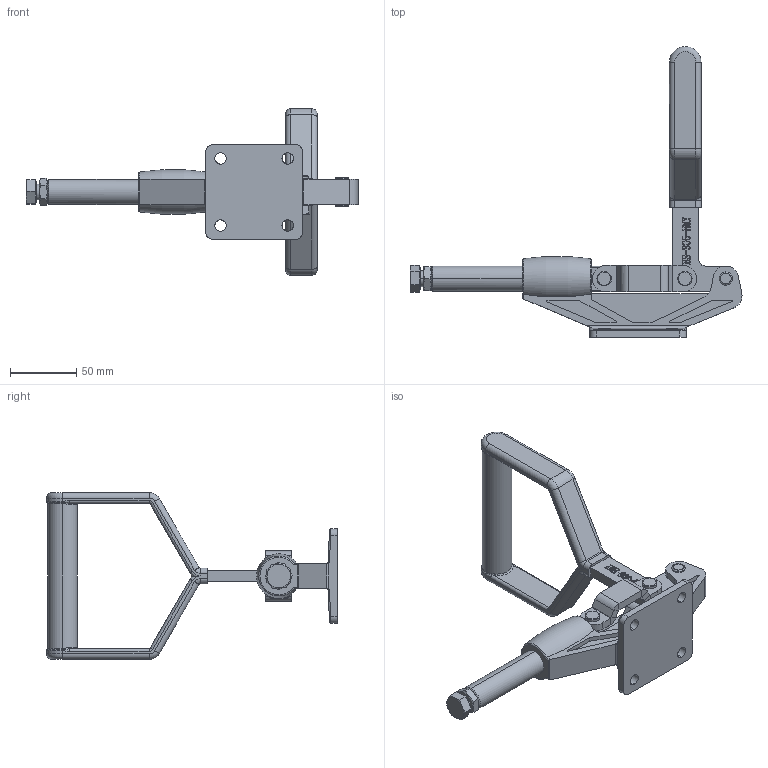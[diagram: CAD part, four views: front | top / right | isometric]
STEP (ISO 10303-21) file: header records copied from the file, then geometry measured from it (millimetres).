
FILE_DESCRIPTION (( 'STEP AP203' ), '1' );
FILE_NAME ('HS-305-HMY .STEP', '2020-04-24T00:37:33', ( '微软用户' ), ( '微软中国' ), 'SwSTEP 2.0', 'SolidWorks 2012', '' );
FILE_SCHEMA (( 'CONFIG_CONTROL_DESIGN' ));
Products named in the file (11): HS-305-HMY ; prevailing torque all-metal 1 gb_GB_HEXAGON_LOCK_TYPE1 M8-N; 种1; T倛种; hex thin nuts-grades ab-chamfered gb_GB_FASTENER_NUT_STNAB M12-N; hexagon head bolts-full thread gb_GB_FASTENER_BOLT_STBAB A M12X60-N; 挴裝; 忒梟; 忒參; 蟀裝; 菁釱
Assembly tree (13 placements, depth 2):
  HS-305-HMY 
    菁釱
    蟀裝  x2
    忒參
    忒梟
    挴裝
    hexagon head bolts-full thread gb_GB_FASTENER_BOLT_STBAB A M12X60-N
    hex thin nuts-grades ab-chamfered gb_GB_FASTENER_NUT_STNAB M12-N
    T倛种  x2
    种1
    prevailing torque all-metal 1 gb_GB_HEXAGON_LOCK_TYPE1 M8-N  x2
Bounding box: 251.18 x 219.97 x 126 mm (x, y, z)
Volume: 284993.6 mm3; surface area: 92328.8 mm2
Topology: 13 solids, 13 shells, 1421 faces, 3887 edges, 2524 vertices
Faces by surface type: plane 841, cylinder 311, bspline 174, cone 56, torus 39
Entity records: 43379 total; most frequent: CARTESIAN_POINT 16109, ORIENTED_EDGE 5784, DIRECTION 4894, EDGE_CURVE 2892, VERTEX_POINT 1880, VECTOR 1812, LINE 1812, AXIS2_PLACEMENT_3D 1541
